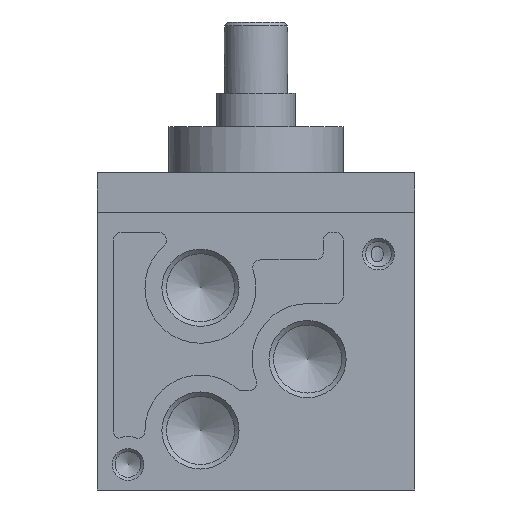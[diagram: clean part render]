
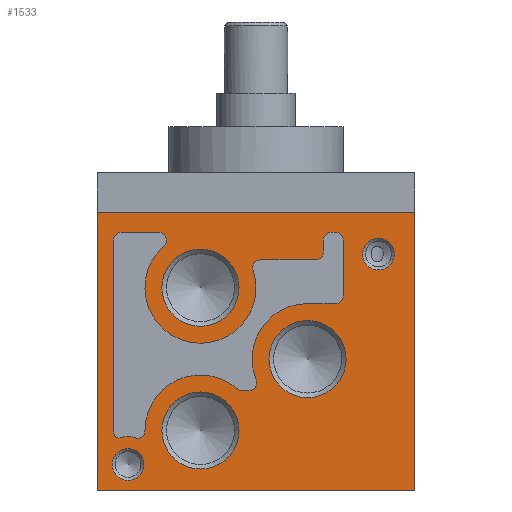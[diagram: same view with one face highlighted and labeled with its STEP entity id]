
A CAD part, front view. The second image highlights one B-rep face of the part: STEP entity #1533.
In plain terms, the highlighted planar face has unit normal (0, -1, 0).
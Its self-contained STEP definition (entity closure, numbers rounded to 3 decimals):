
#50=PLANE('',#1657);
#108=CIRCLE('',#1658,2.);
#109=CIRCLE('',#1659,2.);
#110=CIRCLE('',#1660,4.864);
#111=CIRCLE('',#1661,4.864);
#112=CIRCLE('',#1662,4.864);
#113=CIRCLE('',#1663,1.);
#114=CIRCLE('',#1664,1.);
#115=CIRCLE('',#1665,7.);
#116=CIRCLE('',#1666,1.);
#117=CIRCLE('',#1667,1.);
#118=CIRCLE('',#1668,1.);
#119=CIRCLE('',#1669,1.);
#120=CIRCLE('',#1670,1.);
#121=CIRCLE('',#1671,7.);
#122=CIRCLE('',#1672,1.);
#123=CIRCLE('',#1673,1.);
#124=CIRCLE('',#1674,7.);
#125=CIRCLE('',#1675,1.);
#126=CIRCLE('',#1676,3.5);
#127=CIRCLE('',#1677,1.);
#251=ORIENTED_EDGE('',*,*,#666,.F.);
#252=ORIENTED_EDGE('',*,*,#667,.F.);
#253=ORIENTED_EDGE('',*,*,#668,.F.);
#254=ORIENTED_EDGE('',*,*,#669,.F.);
#255=ORIENTED_EDGE('',*,*,#670,.F.);
#256=ORIENTED_EDGE('',*,*,#671,.F.);
#257=ORIENTED_EDGE('',*,*,#672,.F.);
#258=ORIENTED_EDGE('',*,*,#673,.F.);
#259=ORIENTED_EDGE('',*,*,#674,.F.);
#260=ORIENTED_EDGE('',*,*,#675,.T.);
#261=ORIENTED_EDGE('',*,*,#676,.F.);
#262=ORIENTED_EDGE('',*,*,#677,.F.);
#263=ORIENTED_EDGE('',*,*,#678,.T.);
#264=ORIENTED_EDGE('',*,*,#679,.F.);
#265=ORIENTED_EDGE('',*,*,#680,.F.);
#266=ORIENTED_EDGE('',*,*,#681,.F.);
#267=ORIENTED_EDGE('',*,*,#682,.F.);
#268=ORIENTED_EDGE('',*,*,#683,.F.);
#269=ORIENTED_EDGE('',*,*,#684,.F.);
#270=ORIENTED_EDGE('',*,*,#685,.F.);
#271=ORIENTED_EDGE('',*,*,#686,.T.);
#272=ORIENTED_EDGE('',*,*,#687,.F.);
#273=ORIENTED_EDGE('',*,*,#688,.F.);
#274=ORIENTED_EDGE('',*,*,#689,.F.);
#275=ORIENTED_EDGE('',*,*,#690,.T.);
#276=ORIENTED_EDGE('',*,*,#691,.F.);
#277=ORIENTED_EDGE('',*,*,#692,.T.);
#278=ORIENTED_EDGE('',*,*,#693,.F.);
#279=ORIENTED_EDGE('',*,*,#632,.T.);
#280=ORIENTED_EDGE('',*,*,#694,.F.);
#281=ORIENTED_EDGE('',*,*,#640,.F.);
#282=ORIENTED_EDGE('',*,*,#695,.T.);
#632=EDGE_CURVE('',#840,#839,#980,.T.);
#640=EDGE_CURVE('',#847,#848,#988,.T.);
#666=EDGE_CURVE('',#868,#868,#108,.T.);
#667=EDGE_CURVE('',#869,#869,#109,.T.);
#668=EDGE_CURVE('',#870,#870,#110,.T.);
#669=EDGE_CURVE('',#871,#871,#111,.T.);
#670=EDGE_CURVE('',#872,#872,#112,.T.);
#671=EDGE_CURVE('',#873,#874,#1011,.T.);
#672=EDGE_CURVE('',#875,#873,#113,.F.);
#673=EDGE_CURVE('',#876,#875,#1012,.T.);
#674=EDGE_CURVE('',#877,#876,#114,.F.);
#675=EDGE_CURVE('',#877,#878,#115,.F.);
#676=EDGE_CURVE('',#879,#878,#116,.F.);
#677=EDGE_CURVE('',#880,#879,#1013,.T.);
#678=EDGE_CURVE('',#880,#881,#117,.F.);
#679=EDGE_CURVE('',#882,#881,#1014,.T.);
#680=EDGE_CURVE('',#883,#882,#118,.F.);
#681=EDGE_CURVE('',#884,#883,#1015,.T.);
#682=EDGE_CURVE('',#885,#884,#119,.F.);
#683=EDGE_CURVE('',#886,#885,#1016,.T.);
#684=EDGE_CURVE('',#887,#886,#120,.F.);
#685=EDGE_CURVE('',#888,#887,#1017,.T.);
#686=EDGE_CURVE('',#888,#889,#121,.F.);
#687=EDGE_CURVE('',#890,#889,#122,.F.);
#688=EDGE_CURVE('',#891,#890,#1018,.T.);
#689=EDGE_CURVE('',#892,#891,#123,.F.);
#690=EDGE_CURVE('',#892,#893,#124,.F.);
#691=EDGE_CURVE('',#894,#893,#125,.F.);
#692=EDGE_CURVE('',#894,#895,#126,.F.);
#693=EDGE_CURVE('',#874,#895,#127,.F.);
#694=EDGE_CURVE('',#848,#839,#1019,.T.);
#695=EDGE_CURVE('',#847,#840,#1020,.T.);
#839=VERTEX_POINT('',#2387);
#840=VERTEX_POINT('',#2389);
#847=VERTEX_POINT('',#2404);
#848=VERTEX_POINT('',#2406);
#868=VERTEX_POINT('',#2456);
#869=VERTEX_POINT('',#2458);
#870=VERTEX_POINT('',#2460);
#871=VERTEX_POINT('',#2462);
#872=VERTEX_POINT('',#2464);
#873=VERTEX_POINT('',#2466);
#874=VERTEX_POINT('',#2467);
#875=VERTEX_POINT('',#2469);
#876=VERTEX_POINT('',#2471);
#877=VERTEX_POINT('',#2473);
#878=VERTEX_POINT('',#2475);
#879=VERTEX_POINT('',#2477);
#880=VERTEX_POINT('',#2479);
#881=VERTEX_POINT('',#2481);
#882=VERTEX_POINT('',#2483);
#883=VERTEX_POINT('',#2485);
#884=VERTEX_POINT('',#2487);
#885=VERTEX_POINT('',#2489);
#886=VERTEX_POINT('',#2491);
#887=VERTEX_POINT('',#2493);
#888=VERTEX_POINT('',#2495);
#889=VERTEX_POINT('',#2497);
#890=VERTEX_POINT('',#2499);
#891=VERTEX_POINT('',#2501);
#892=VERTEX_POINT('',#2503);
#893=VERTEX_POINT('',#2505);
#894=VERTEX_POINT('',#2507);
#895=VERTEX_POINT('',#2509);
#980=LINE('',#2388,#1105);
#988=LINE('',#2405,#1113);
#1011=LINE('',#2465,#1136);
#1012=LINE('',#2470,#1137);
#1013=LINE('',#2478,#1138);
#1014=LINE('',#2482,#1139);
#1015=LINE('',#2486,#1140);
#1016=LINE('',#2490,#1141);
#1017=LINE('',#2494,#1142);
#1018=LINE('',#2500,#1143);
#1019=LINE('',#2511,#1144);
#1020=LINE('',#2512,#1145);
#1105=VECTOR('',#1871,1000.);
#1113=VECTOR('',#1881,1000.);
#1136=VECTOR('',#1928,1000.);
#1137=VECTOR('',#1931,1000.);
#1138=VECTOR('',#1938,1000.);
#1139=VECTOR('',#1941,1000.);
#1140=VECTOR('',#1944,1000.);
#1141=VECTOR('',#1947,1000.);
#1142=VECTOR('',#1950,1000.);
#1143=VECTOR('',#1955,1000.);
#1144=VECTOR('',#1966,1000.);
#1145=VECTOR('',#1967,1000.);
#1231=EDGE_LOOP('',(#251));
#1232=EDGE_LOOP('',(#252));
#1233=EDGE_LOOP('',(#253));
#1234=EDGE_LOOP('',(#254));
#1235=EDGE_LOOP('',(#255));
#1236=EDGE_LOOP('',(#256,#257,#258,#259,#260,#261,#262,#263,#264,#265,#266,
#267,#268,#269,#270,#271,#272,#273,#274,#275,#276,#277,#278));
#1237=EDGE_LOOP('',(#279,#280,#281,#282));
#1364=FACE_BOUND('',#1231,.T.);
#1365=FACE_BOUND('',#1232,.T.);
#1366=FACE_BOUND('',#1233,.T.);
#1367=FACE_BOUND('',#1234,.T.);
#1368=FACE_BOUND('',#1235,.T.);
#1369=FACE_BOUND('',#1236,.T.);
#1370=FACE_BOUND('',#1237,.T.);
#1533=ADVANCED_FACE('',(#1364,#1365,#1366,#1367,#1368,#1369,#1370),#50,
 .F.);
#1657=AXIS2_PLACEMENT_3D('',#2454,#1916,#1917);
#1658=AXIS2_PLACEMENT_3D('',#2455,#1918,#1919);
#1659=AXIS2_PLACEMENT_3D('',#2457,#1920,#1921);
#1660=AXIS2_PLACEMENT_3D('',#2459,#1922,#1923);
#1661=AXIS2_PLACEMENT_3D('',#2461,#1924,#1925);
#1662=AXIS2_PLACEMENT_3D('',#2463,#1926,#1927);
#1663=AXIS2_PLACEMENT_3D('',#2468,#1929,#1930);
#1664=AXIS2_PLACEMENT_3D('',#2472,#1932,#1933);
#1665=AXIS2_PLACEMENT_3D('',#2474,#1934,#1935);
#1666=AXIS2_PLACEMENT_3D('',#2476,#1936,#1937);
#1667=AXIS2_PLACEMENT_3D('',#2480,#1939,#1940);
#1668=AXIS2_PLACEMENT_3D('',#2484,#1942,#1943);
#1669=AXIS2_PLACEMENT_3D('',#2488,#1945,#1946);
#1670=AXIS2_PLACEMENT_3D('',#2492,#1948,#1949);
#1671=AXIS2_PLACEMENT_3D('',#2496,#1951,#1952);
#1672=AXIS2_PLACEMENT_3D('',#2498,#1953,#1954);
#1673=AXIS2_PLACEMENT_3D('',#2502,#1956,#1957);
#1674=AXIS2_PLACEMENT_3D('',#2504,#1958,#1959);
#1675=AXIS2_PLACEMENT_3D('',#2506,#1960,#1961);
#1676=AXIS2_PLACEMENT_3D('',#2508,#1962,#1963);
#1677=AXIS2_PLACEMENT_3D('',#2510,#1964,#1965);
#1871=DIRECTION('',(0.,0.,-1.));
#1881=DIRECTION('',(0.,0.,-1.));
#1916=DIRECTION('',(0.,1.,0.));
#1917=DIRECTION('',(0.,0.,1.));
#1918=DIRECTION('',(0.,-1.,0.));
#1919=DIRECTION('',(0.,0.,-1.));
#1920=DIRECTION('',(0.,-1.,0.));
#1921=DIRECTION('',(0.,0.,-1.));
#1922=DIRECTION('',(0.,-1.,0.));
#1923=DIRECTION('',(0.,0.,-1.));
#1924=DIRECTION('',(0.,-1.,0.));
#1925=DIRECTION('',(0.,0.,-1.));
#1926=DIRECTION('',(0.,-1.,0.));
#1927=DIRECTION('',(0.,0.,-1.));
#1928=DIRECTION('',(0.,0.,-1.));
#1929=DIRECTION('',(0.,1.,0.));
#1930=DIRECTION('',(0.,0.,1.));
#1931=DIRECTION('',(-1.,0.,0.));
#1932=DIRECTION('',(0.,1.,0.));
#1933=DIRECTION('',(0.,0.,1.));
#1934=DIRECTION('',(0.,1.,0.));
#1935=DIRECTION('',(0.,0.,1.));
#1936=DIRECTION('',(0.,1.,0.));
#1937=DIRECTION('',(0.,0.,1.));
#1938=DIRECTION('',(-1.,0.,0.));
#1939=DIRECTION('',(0.,1.,0.));
#1940=DIRECTION('',(0.,0.,1.));
#1941=DIRECTION('',(0.,0.,-1.));
#1942=DIRECTION('',(0.,1.,0.));
#1943=DIRECTION('',(0.,0.,1.));
#1944=DIRECTION('',(-1.,0.,0.));
#1945=DIRECTION('',(0.,1.,0.));
#1946=DIRECTION('',(0.,0.,1.));
#1947=DIRECTION('',(0.,0.,1.));
#1948=DIRECTION('',(0.,1.,0.));
#1949=DIRECTION('',(0.,0.,1.));
#1950=DIRECTION('',(1.,0.,0.));
#1951=DIRECTION('',(0.,1.,0.));
#1952=DIRECTION('',(0.,0.,1.));
#1953=DIRECTION('',(0.,1.,0.));
#1954=DIRECTION('',(0.,0.,1.));
#1955=DIRECTION('',(1.,0.,0.));
#1956=DIRECTION('',(0.,1.,0.));
#1957=DIRECTION('',(0.,0.,1.));
#1958=DIRECTION('',(0.,1.,0.));
#1959=DIRECTION('',(0.,0.,1.));
#1960=DIRECTION('',(0.,1.,0.));
#1961=DIRECTION('',(0.,0.,1.));
#1962=DIRECTION('',(0.,1.,0.));
#1963=DIRECTION('',(0.,0.,1.));
#1964=DIRECTION('',(0.,1.,0.));
#1965=DIRECTION('',(0.,0.,1.));
#1966=DIRECTION('',(-1.,0.,0.));
#1967=DIRECTION('',(-1.,0.,0.));
#2387=CARTESIAN_POINT('',(-20.,0.,-16.5));
#2388=CARTESIAN_POINT('',(-20.,0.,25.));
#2389=CARTESIAN_POINT('',(-20.,0.,18.5));
#2404=CARTESIAN_POINT('',(20.,0.,18.5));
#2405=CARTESIAN_POINT('',(20.,0.,25.));
#2406=CARTESIAN_POINT('',(20.,0.,-16.5));
#2454=CARTESIAN_POINT('',(-20.,0.,25.));
#2455=CARTESIAN_POINT('',(15.436,0.,13.237));
#2456=CARTESIAN_POINT('',(15.436,0.,11.237));
#2457=CARTESIAN_POINT('',(-16.128,0.,-13.27));
#2458=CARTESIAN_POINT('',(-16.128,0.,-15.27));
#2459=CARTESIAN_POINT('',(6.5,0.,0.));
#2460=CARTESIAN_POINT('',(6.5,0.,-4.864));
#2461=CARTESIAN_POINT('',(-7.,0.,9.));
#2462=CARTESIAN_POINT('',(-7.,0.,4.136));
#2463=CARTESIAN_POINT('',(-7.,0.,-9.));
#2464=CARTESIAN_POINT('',(-7.,0.,-13.864));
#2465=CARTESIAN_POINT('',(-18.,0.,25.));
#2466=CARTESIAN_POINT('',(-18.,0.,15.));
#2467=CARTESIAN_POINT('',(-18.,0.,-9.));
#2468=CARTESIAN_POINT('',(-17.,0.,15.));
#2469=CARTESIAN_POINT('',(-17.,0.,16.));
#2470=CARTESIAN_POINT('',(-20.,0.,16.));
#2471=CARTESIAN_POINT('',(-12.292,0.,16.));
#2472=CARTESIAN_POINT('',(-12.292,0.,15.));
#2473=CARTESIAN_POINT('',(-11.63,0.,14.25));
#2474=CARTESIAN_POINT('',(-7.,0.,9.));
#2475=CARTESIAN_POINT('',(-0.351,0.,11.188));
#2476=CARTESIAN_POINT('',(0.599,0.,11.5));
#2477=CARTESIAN_POINT('',(0.599,0.,12.5));
#2478=CARTESIAN_POINT('',(-20.,0.,12.5));
#2479=CARTESIAN_POINT('',(7.5,0.,12.5));
#2480=CARTESIAN_POINT('',(7.5,0.,13.5));
#2481=CARTESIAN_POINT('',(8.5,0.,13.5));
#2482=CARTESIAN_POINT('',(8.5,0.,25.));
#2483=CARTESIAN_POINT('',(8.5,0.,15.));
#2484=CARTESIAN_POINT('',(9.5,0.,15.));
#2485=CARTESIAN_POINT('',(9.5,0.,16.));
#2486=CARTESIAN_POINT('',(-20.,0.,16.));
#2487=CARTESIAN_POINT('',(10.,0.,16.));
#2488=CARTESIAN_POINT('',(10.,0.,15.));
#2489=CARTESIAN_POINT('',(11.,0.,15.));
#2490=CARTESIAN_POINT('',(11.,0.,25.));
#2491=CARTESIAN_POINT('',(11.,0.,8.));
#2492=CARTESIAN_POINT('',(10.,0.,8.));
#2493=CARTESIAN_POINT('',(10.,0.,7.));
#2494=CARTESIAN_POINT('',(-20.,0.,7.));
#2495=CARTESIAN_POINT('',(6.5,0.,7.));
#2496=CARTESIAN_POINT('',(6.5,0.,0.));
#2497=CARTESIAN_POINT('',(0.011,0.,-2.625));
#2498=CARTESIAN_POINT('',(-0.916,0.,-3.));
#2499=CARTESIAN_POINT('',(-0.916,0.,-4.));
#2500=CARTESIAN_POINT('',(-20.,0.,-4.));
#2501=CARTESIAN_POINT('',(-1.708,0.,-4.));
#2502=CARTESIAN_POINT('',(-1.708,0.,-3.));
#2503=CARTESIAN_POINT('',(-2.37,0.,-3.75));
#2504=CARTESIAN_POINT('',(-7.,0.,-9.));
#2505=CARTESIAN_POINT('',(-14.,0.,-9.));
#2506=CARTESIAN_POINT('',(-15.,0.,-9.));
#2507=CARTESIAN_POINT('',(-14.895,0.,-9.994));
#2508=CARTESIAN_POINT('',(-16.128,0.,-13.27));
#2509=CARTESIAN_POINT('',(-17.272,0.,-9.962));
#2510=CARTESIAN_POINT('',(-17.,0.,-9.));
#2511=CARTESIAN_POINT('',(21.,0.,-16.5));
#2512=CARTESIAN_POINT('',(21.,0.,18.5));
